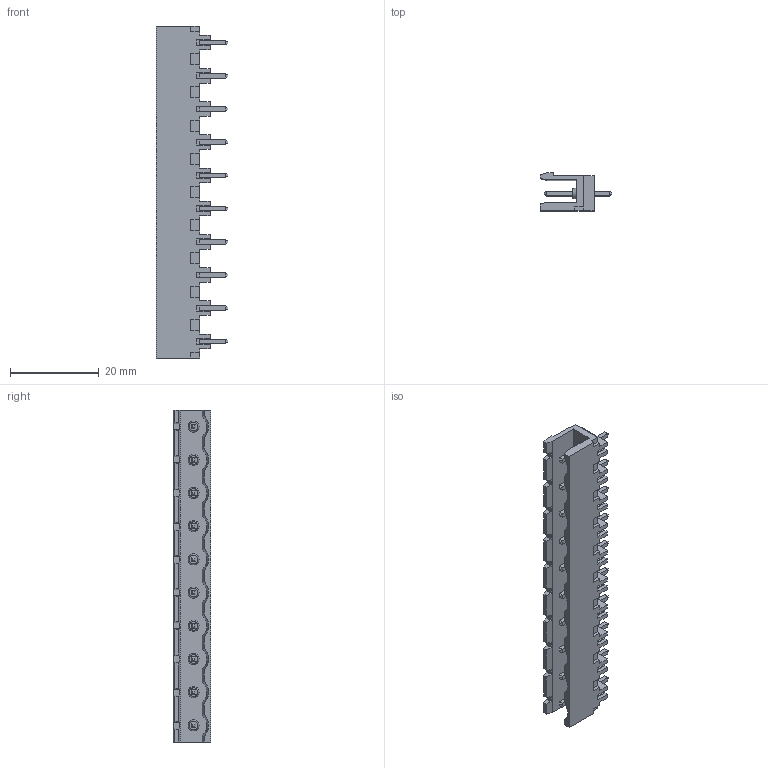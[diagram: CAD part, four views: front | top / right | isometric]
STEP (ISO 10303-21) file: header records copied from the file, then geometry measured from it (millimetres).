
FILE_DESCRIPTION(('STEP AP214'),'1');
FILE_NAME('PV10-7,5-V.stp','2021-01-27T08:39:20',(' '),(' '),'Spatial InterOp 3D',' ',' ');
FILE_SCHEMA(('AUTOMOTIVE_DESIGN { 1 0 10303 214 1 1 1 1 }'));
Length unit declared in the file: metre
Products named in the file (1): 1611735453
Bounding box: 16.2 x 8.5 x 75 mm (x, y, z)
Volume: 3049.4 mm3; surface area: 5545.2 mm2
Topology: 1 solids, 1 shells, 627 faces, 1643 edges, 1052 vertices
Faces by surface type: plane 590, cone 20, cylinder 16, extrusion 1
Entity records: 23723 total; most frequent: CARTESIAN_POINT 3371, ORIENTED_EDGE 3246, DIRECTION 2918, EDGE_CURVE 1623, VECTOR 1540, LINE 1539, VERTEX_POINT 1042, EDGE_LOOP 691
